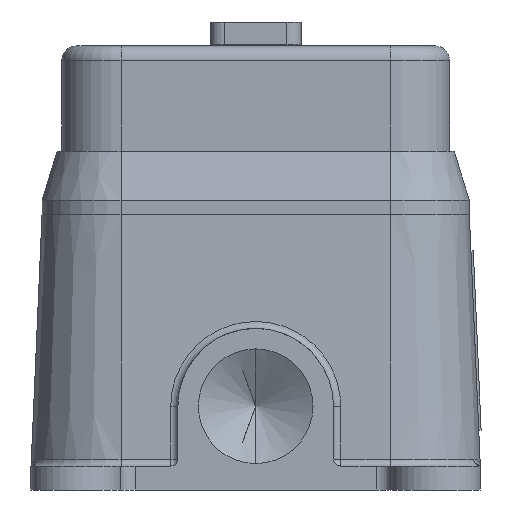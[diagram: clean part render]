
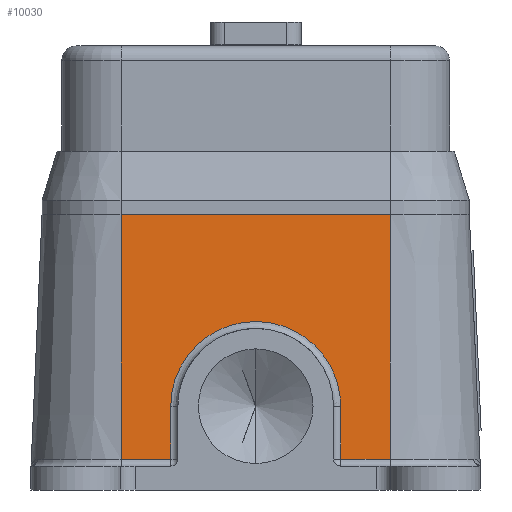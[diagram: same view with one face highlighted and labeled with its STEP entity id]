
A CAD part, front view. The second image highlights one B-rep face of the part: STEP entity #10030.
In plain terms, the highlighted planar face has unit normal (0, -0.999, 0.044).
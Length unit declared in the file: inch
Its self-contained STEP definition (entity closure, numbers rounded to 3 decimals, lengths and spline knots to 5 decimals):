
#50 = ORIENTED_EDGE ( 'NONE', *, *, #9356, .T. ) ;
#569 = DIRECTION ( 'NONE',  ( 0., 0.044, 0.999 ) ) ;
#608 = PLANE ( 'NONE',  #9540 ) ;
#661 = DIRECTION ( 'NONE',  ( 1., 0., 0. ) ) ;
#756 = VECTOR ( 'NONE', #4823, 39.37008 ) ;
#897 = EDGE_CURVE ( 'NONE', #7047, #3272, #5002, .T. ) ;
#1118 = CARTESIAN_POINT ( 'NONE',  ( -0.71, -2.58919, 0.69738 ) ) ;
#1727 = LINE ( 'NONE', #8663, #4654 ) ;
#1897 = CARTESIAN_POINT ( 'NONE',  ( -0.71, -2.58919, 0.69738 ) ) ;
#2016 = ORIENTED_EDGE ( 'NONE', *, *, #16008, .F. ) ;
#2168 = VERTEX_POINT ( 'NONE', #16231 ) ;
#2543 = DIRECTION ( 'NONE',  ( 1., 0., 0. ) ) ;
#2555 = DIRECTION ( 'NONE',  ( 1., 0., 0. ) ) ;
#2576 = CARTESIAN_POINT ( 'NONE',  ( 0.71, -2.58919, 0.69738 ) ) ;
#3118 = EDGE_CURVE ( 'NONE', #8868, #7047, #1727, .T. ) ;
#3272 = VERTEX_POINT ( 'NONE', #2576 ) ;
#3543 = VECTOR ( 'NONE', #2555, 39.37008 ) ;
#3579 = EDGE_CURVE ( 'NONE', #7666, #8868, #15891, .T. ) ;
#3840 = CARTESIAN_POINT ( 'NONE',  ( -0.71, -2.52719, 2.11738 ) ) ;
#3881 = VERTEX_POINT ( 'NONE', #16869 ) ;
#4383 = CARTESIAN_POINT ( 'NONE',  ( -0.71, -2.6084, 0.25738 ) ) ;
#4654 = VECTOR ( 'NONE', #15160, 39.37008 ) ;
#4823 = DIRECTION ( 'NONE',  ( 0., 0.044, 0.999 ) ) ;
#5002 =( BOUNDED_CURVE ( )  B_SPLINE_CURVE ( 3, ( #1118, #3840, #17381, #10443 ),
 .UNSPECIFIED., .F., .F. ) 
 B_SPLINE_CURVE_WITH_KNOTS ( ( 4, 4 ),
 ( 1.5708, 4.71239 ),
 .UNSPECIFIED. ) 
 CURVE ( )  GEOMETRIC_REPRESENTATION_ITEM ( )  RATIONAL_B_SPLINE_CURVE ( ( 1., 0.333, 0.333, 1. ) ) 
 REPRESENTATION_ITEM ( '' )  );
#5201 = DIRECTION ( 'NONE',  ( 0., -0.044, -0.999 ) ) ;
#6281 = CARTESIAN_POINT ( 'NONE',  ( -1.125, -2.51922, 2.3 ) ) ;
#6437 = CARTESIAN_POINT ( 'NONE',  ( 0.71, -2.6109, 0.2 ) ) ;
#7047 = VERTEX_POINT ( 'NONE', #1897 ) ;
#7216 = VERTEX_POINT ( 'NONE', #6281 ) ;
#7346 = CARTESIAN_POINT ( 'NONE',  ( 1.125, -2.6084, 0.25738 ) ) ;
#7378 = CARTESIAN_POINT ( 'NONE',  ( -1.125, -2.51922, 2.3 ) ) ;
#7666 = VERTEX_POINT ( 'NONE', #14524 ) ;
#8010 = CARTESIAN_POINT ( 'NONE',  ( -1.125, -2.51922, 2.3 ) ) ;
#8155 = LINE ( 'NONE', #17386, #9974 ) ;
#8311 = VECTOR ( 'NONE', #661, 39.37008 ) ;
#8480 = CARTESIAN_POINT ( 'NONE',  ( -1.125, -2.6084, 0.25738 ) ) ;
#8517 = FACE_OUTER_BOUND ( 'NONE', #17354, .T. ) ;
#8663 = CARTESIAN_POINT ( 'NONE',  ( -0.71, -2.58907, 0.7 ) ) ;
#8868 = VERTEX_POINT ( 'NONE', #4383 ) ;
#8945 = ORIENTED_EDGE ( 'NONE', *, *, #897, .T. ) ;
#8958 = CARTESIAN_POINT ( 'NONE',  ( -1.125, -2.51922, 2.3 ) ) ;
#9356 = EDGE_CURVE ( 'NONE', #3272, #3881, #14447, .T. ) ;
#9457 = ORIENTED_EDGE ( 'NONE', *, *, #3579, .T. ) ;
#9540 = AXIS2_PLACEMENT_3D ( 'NONE', #7378, #12740, #11180 ) ;
#9974 = VECTOR ( 'NONE', #569, 39.37008 ) ;
#10030 = ADVANCED_FACE ( 'NONE', ( #8517 ), #608, .T. ) ;
#10094 = VECTOR ( 'NONE', #2543, 39.37008 ) ;
#10443 = CARTESIAN_POINT ( 'NONE',  ( 0.71, -2.58919, 0.69738 ) ) ;
#10468 = ORIENTED_EDGE ( 'NONE', *, *, #15218, .T. ) ;
#11035 = ORIENTED_EDGE ( 'NONE', *, *, #3118, .T. ) ;
#11180 = DIRECTION ( 'NONE',  ( 0., -0.044, -0.999 ) ) ;
#11519 = VECTOR ( 'NONE', #5201, 39.37008 ) ;
#11526 = LINE ( 'NONE', #8958, #756 ) ;
#12740 = DIRECTION ( 'NONE',  ( 0., -0.999, 0.044 ) ) ;
#13658 = ORIENTED_EDGE ( 'NONE', *, *, #13716, .T. ) ;
#13716 = EDGE_CURVE ( 'NONE', #15207, #2168, #8155, .T. ) ;
#13937 = LINE ( 'NONE', #8480, #8311 ) ;
#14447 = LINE ( 'NONE', #6437, #11519 ) ;
#14524 = CARTESIAN_POINT ( 'NONE',  ( -1.125, -2.6084, 0.25738 ) ) ;
#14583 = CARTESIAN_POINT ( 'NONE',  ( -1.125, -2.6084, 0.25738 ) ) ;
#14939 = LINE ( 'NONE', #8010, #3543 ) ;
#15055 = ORIENTED_EDGE ( 'NONE', *, *, #16307, .F. ) ;
#15160 = DIRECTION ( 'NONE',  ( 0., 0.044, 0.999 ) ) ;
#15207 = VERTEX_POINT ( 'NONE', #7346 ) ;
#15218 = EDGE_CURVE ( 'NONE', #3881, #15207, #13937, .T. ) ;
#15891 = LINE ( 'NONE', #14583, #10094 ) ;
#16008 = EDGE_CURVE ( 'NONE', #7216, #2168, #14939, .T. ) ;
#16231 = CARTESIAN_POINT ( 'NONE',  ( 1.125, -2.51922, 2.3 ) ) ;
#16307 = EDGE_CURVE ( 'NONE', #7666, #7216, #11526, .T. ) ;
#16869 = CARTESIAN_POINT ( 'NONE',  ( 0.71, -2.6084, 0.25738 ) ) ;
#17354 = EDGE_LOOP ( 'NONE', ( #50, #10468, #13658, #2016, #15055, #9457, #11035, #8945 ) ) ;
#17381 = CARTESIAN_POINT ( 'NONE',  ( 0.71, -2.52719, 2.11738 ) ) ;
#17386 = CARTESIAN_POINT ( 'NONE',  ( 1.125, -2.51922, 2.3 ) ) ;
